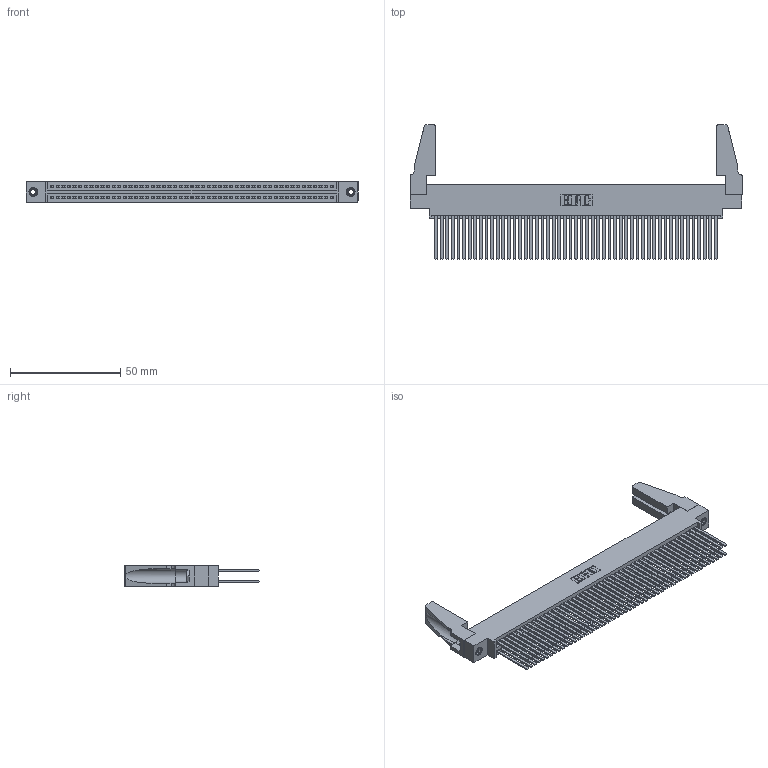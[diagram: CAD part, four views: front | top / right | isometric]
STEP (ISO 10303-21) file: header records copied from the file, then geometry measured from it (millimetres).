
FILE_DESCRIPTION (( 'STEP AP203' ), '1' );
FILE_NAME ('345-102-544-888.STEP', '2019-11-03T08:39:39', ( '' ), ( '' ), 'SwSTEP 2.0', 'SolidWorks 2016', '' );
FILE_SCHEMA (( 'CONFIG_CONTROL_DESIGN' ));
Length unit declared in the file: inch
Products named in the file (5): 345-220-078_345-220-088; 345-292-001_345-293-144; 345-250-001_345-250-001-102; 345-102-544-888; 345 Part_0.170 Offset - 0.156 Dia-TH
Assembly tree (107 placements, depth 2):
  345-102-544-888
    345 Part_0.170 Offset - 0.156 Dia-TH
    345-292-001_345-293-144  x102
    345-250-001_345-250-001-102  x2
    345-220-078_345-220-088  x2
Bounding box: 150.77 x 61.14 x 9.4 mm (x, y, z)
Volume: 19298.8 mm3; surface area: 31349.9 mm2
Topology: 107 solids, 107 shells, 4742 faces, 14029 edges, 9206 vertices
Faces by surface type: plane 3114, cylinder 1612, cone 12, torus 4
Entity records: 40900 total; most frequent: CARTESIAN_POINT 6842, ORIENTED_EDGE 6736, DIRECTION 6024, EDGE_CURVE 3368, LINE 2994, VECTOR 2994, VERTEX_POINT 2238, AXIS2_PLACEMENT_3D 1515
